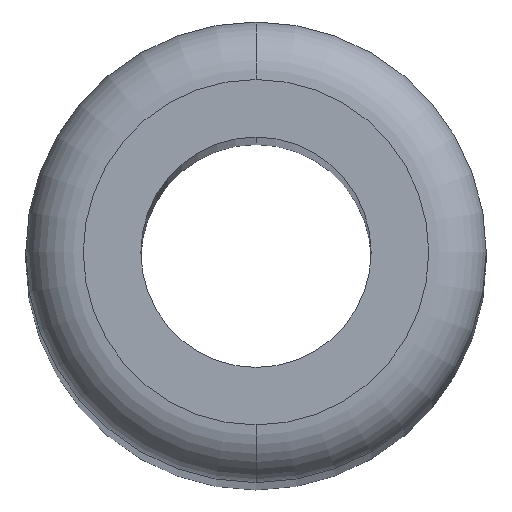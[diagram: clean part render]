
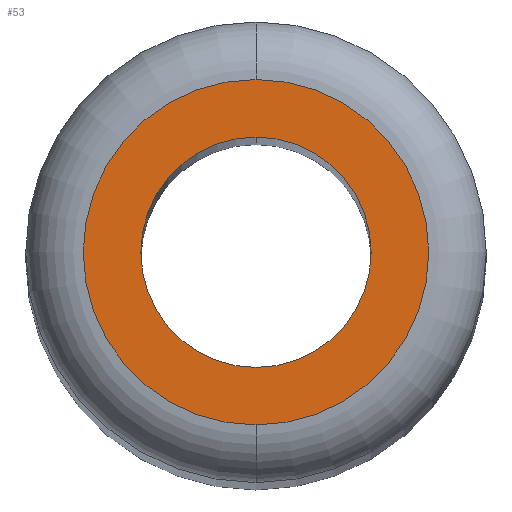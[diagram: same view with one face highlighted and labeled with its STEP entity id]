
A CAD part, top view. The second image highlights one B-rep face of the part: STEP entity #53.
In plain terms, the highlighted planar face has unit normal (0, 0, 1).
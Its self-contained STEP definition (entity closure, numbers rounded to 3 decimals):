
#53=ADVANCED_FACE('',(#99,#100),#101,.T.);
#99=FACE_BOUND('',#138,.T.);
#100=FACE_OUTER_BOUND('',#139,.T.);
#101=PLANE('',#140);
#138=EDGE_LOOP('',(#212,#213));
#139=EDGE_LOOP('',(#214,#215));
#140=AXIS2_PLACEMENT_3D('',#216,#217,#218);
#212=ORIENTED_EDGE('',*,*,#248,.T.);
#213=ORIENTED_EDGE('',*,*,#253,.T.);
#214=ORIENTED_EDGE('',*,*,#231,.F.);
#215=ORIENTED_EDGE('',*,*,#234,.F.);
#216=CARTESIAN_POINT('',(19.,-320.,72.744));
#217=DIRECTION('',(0.0,0.0,1.0));
#218=DIRECTION('',(0.,-1.0,0.0));
#231=EDGE_CURVE('',#264,#259,#266,.T.);
#234=EDGE_CURVE('',#259,#264,#269,.T.);
#248=EDGE_CURVE('',#289,#286,#290,.T.);
#253=EDGE_CURVE('',#286,#289,#296,.T.);
#259=VERTEX_POINT('',#302);
#264=VERTEX_POINT('',#307);
#266=CIRCLE('',#309,6.0);
#269=CIRCLE('',#312,6.0);
#286=VERTEX_POINT('',#331);
#289=VERTEX_POINT('',#335);
#290=CIRCLE('',#336,4.0);
#296=CIRCLE('',#343,4.0);
#302=CARTESIAN_POINT('',(19.,-314.,72.744));
#307=CARTESIAN_POINT('',(19.,-326.,72.744));
#309=AXIS2_PLACEMENT_3D('',#357,#358,#359);
#312=AXIS2_PLACEMENT_3D('',#360,#361,#362);
#331=CARTESIAN_POINT('',(19.,-324.,72.744));
#335=CARTESIAN_POINT('',(19.,-316.,72.744));
#336=AXIS2_PLACEMENT_3D('',#384,#385,#386);
#343=AXIS2_PLACEMENT_3D('',#394,#395,#396);
#357=CARTESIAN_POINT('',(19.,-320.,72.744));
#358=DIRECTION('',(0.0,0.0,-1.0));
#359=DIRECTION('',(0.,1.0,0.0));
#360=CARTESIAN_POINT('',(19.,-320.,72.744));
#361=DIRECTION('',(0.0,0.0,-1.0));
#362=DIRECTION('',(0.,1.0,0.0));
#384=CARTESIAN_POINT('',(19.,-320.,72.744));
#385=DIRECTION('',(-0.0,0.0,-1.0));
#386=DIRECTION('',(0.,-1.0,0.0));
#394=CARTESIAN_POINT('',(19.,-320.,72.744));
#395=DIRECTION('',(-0.0,0.0,-1.0));
#396=DIRECTION('',(0.,-1.0,0.0));
